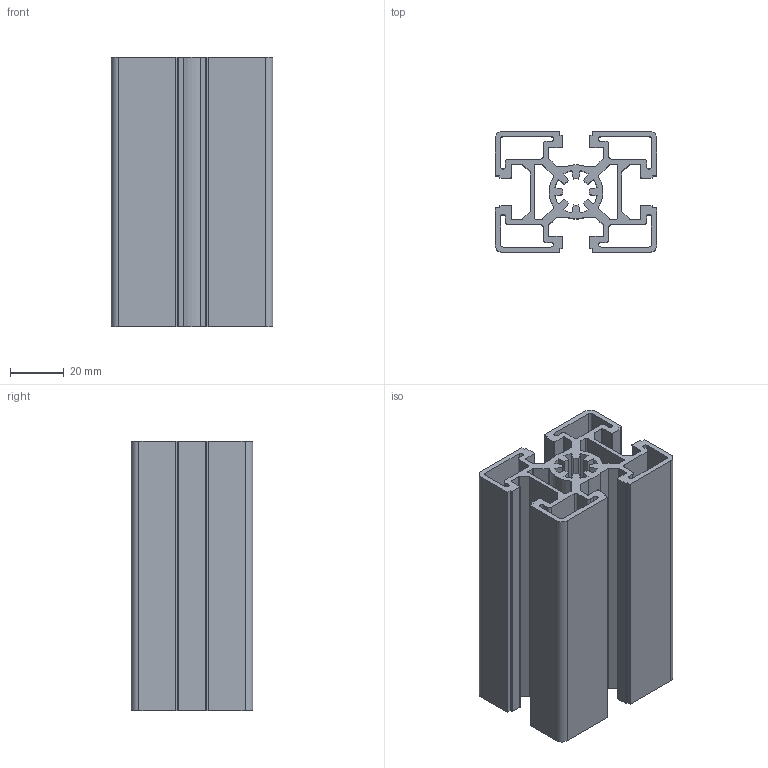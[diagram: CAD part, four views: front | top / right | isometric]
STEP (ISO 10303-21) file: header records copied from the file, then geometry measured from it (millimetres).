
FILE_DESCRIPTION(/* description */ ('Profil 45 x 60'),/* implementation_level */ '2;1');
FILE_NAME(/* name */ '164560.stp',/* time_stamp */ '2019-08-27T13:52:37+02:00',/* author */ ('jiri.spacek'),/* organization */ (''),/* preprocessor_version */ 'ST-DEVELOPER v17',/* originating_system */ 'Autodesk Inventor 2018',/* authorisation */ '');
FILE_SCHEMA (('AUTOMOTIVE_DESIGN { 1 0 10303 214 3 1 1 }'));
Length unit declared in the file: millimetre
Products named in the file (1): 164560
Bounding box: 60 x 45 x 100 mm (x, y, z)
Volume: 95235.3 mm3; surface area: 82420.3 mm2
Topology: 1 solids, 1 shells, 206 faces, 612 edges, 408 vertices
Faces by surface type: plane 114, cylinder 92
Entity records: 7007 total; most frequent: CARTESIAN_POINT 1227, ORIENTED_EDGE 1224, DIRECTION 1210, EDGE_CURVE 612, LINE 428, VECTOR 428, VERTEX_POINT 408, AXIS2_PLACEMENT_3D 391
